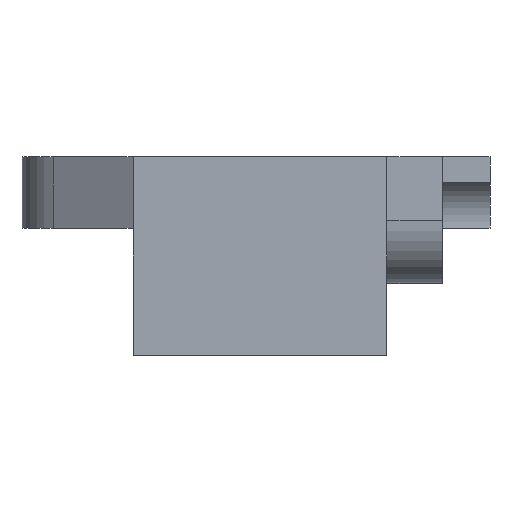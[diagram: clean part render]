
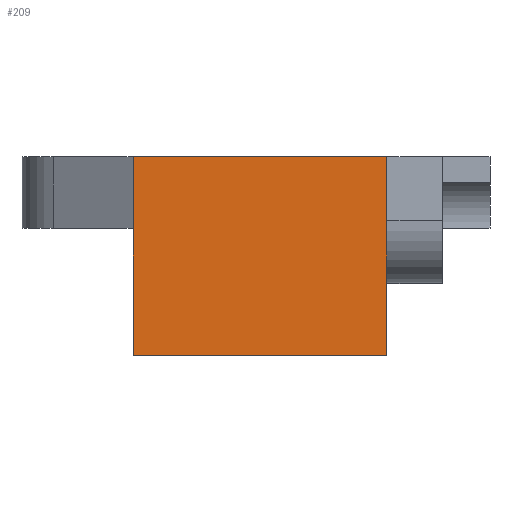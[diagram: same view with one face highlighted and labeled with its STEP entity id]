
A CAD part, left-side view. The second image highlights one B-rep face of the part: STEP entity #209.
In plain terms, the highlighted planar face has unit normal (-1, 0, 0).
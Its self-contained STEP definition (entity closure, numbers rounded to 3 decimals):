
#209 = ADVANCED_FACE( '', ( #547 ), #548, .T. );
#547 = FACE_OUTER_BOUND( '', #919, .T. );
#548 = PLANE( '', #920 );
#919 = EDGE_LOOP( '', ( #2205, #2206, #2207, #2208 ) );
#920 = AXIS2_PLACEMENT_3D( '', #2209, #2210, #2211 );
#2205 = ORIENTED_EDGE( '', *, *, #2474, .F. );
#2206 = ORIENTED_EDGE( '', *, *, #2861, .F. );
#2207 = ORIENTED_EDGE( '', *, *, #2559, .T. );
#2208 = ORIENTED_EDGE( '', *, *, #2639, .T. );
#2209 = CARTESIAN_POINT( '', ( -9., 21., -25. ) );
#2210 = DIRECTION( '', ( -1., 0., 0. ) );
#2211 = DIRECTION( '', ( 0., 0., 1. ) );
#2474 = EDGE_CURVE( '', #2975, #2977, #2978, .T. );
#2559 = EDGE_CURVE( '', #3131, #3135, #3137, .T. );
#2639 = EDGE_CURVE( '', #3135, #2977, #3271, .T. );
#2861 = EDGE_CURVE( '', #3131, #2975, #3630, .T. );
#2975 = VERTEX_POINT( '', #3803 );
#2977 = VERTEX_POINT( '', #3806 );
#2978 = LINE( '', #3807, #3808 );
#3131 = VERTEX_POINT( '', #4018 );
#3135 = VERTEX_POINT( '', #4024 );
#3137 = LINE( '', #4027, #4028 );
#3271 = LINE( '', #4240, #4241 );
#3630 = LINE( '', #4768, #4769 );
#3803 = CARTESIAN_POINT( '', ( -9., 21., 0. ) );
#3806 = CARTESIAN_POINT( '', ( -9., -11., 0. ) );
#3807 = CARTESIAN_POINT( '', ( -9., 21., 0. ) );
#3808 = VECTOR( '', #4952, 1000. );
#4018 = CARTESIAN_POINT( '', ( -9., 21., -25. ) );
#4024 = CARTESIAN_POINT( '', ( -9., -11., -25. ) );
#4027 = CARTESIAN_POINT( '', ( -9., 21., -25. ) );
#4028 = VECTOR( '', #5092, 1000. );
#4240 = CARTESIAN_POINT( '', ( -9., -11., -25. ) );
#4241 = VECTOR( '', #5198, 1000. );
#4768 = CARTESIAN_POINT( '', ( -9., 21., -25. ) );
#4769 = VECTOR( '', #5543, 1000. );
#4952 = DIRECTION( '', ( 0., -1., 0. ) );
#5092 = DIRECTION( '', ( 0., -1., 0. ) );
#5198 = DIRECTION( '', ( 0., 0., 1. ) );
#5543 = DIRECTION( '', ( 0., 0., 1. ) );
